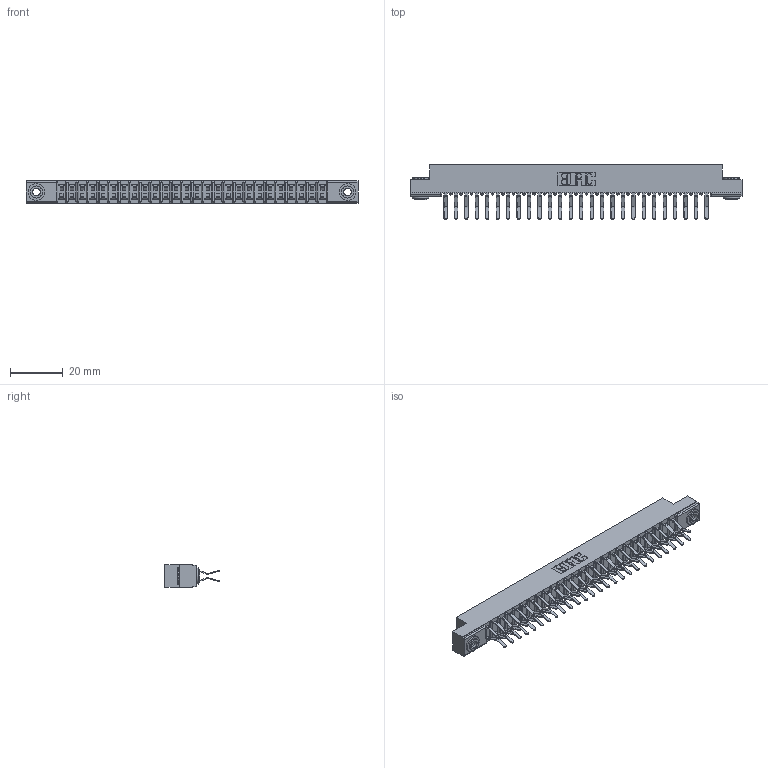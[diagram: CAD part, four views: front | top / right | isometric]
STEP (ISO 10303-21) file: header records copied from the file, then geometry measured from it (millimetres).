
FILE_DESCRIPTION (( 'STEP AP203' ), '1' );
FILE_NAME ('307-052-460-203.STEP', '2020-09-30T08:03:38', ( '' ), ( '' ), 'SwSTEP 2.0', 'SolidWorks 2020', '' );
FILE_SCHEMA (( 'CONFIG_CONTROL_DESIGN' ));
Length unit declared in the file: inch
Products named in the file (4): 307-052-460-203; 307-290-001_560; 307 Part_.156 Dia Mounting Holes; 345-250-002_345-250-002-102
Assembly tree (55 placements, depth 2):
  307-052-460-203
    307 Part_.156 Dia Mounting Holes
    307-290-001_560  x52
    345-250-002_345-250-002-102  x2
Bounding box: 126.03 x 20.73 x 8.71 mm (x, y, z)
Volume: 8309.7 mm3; surface area: 15526.5 mm2
Topology: 55 solids, 55 shells, 2797 faces, 7819 edges, 5066 vertices
Faces by surface type: plane 1810, cylinder 925, sphere 54, cone 8
Entity records: 26263 total; most frequent: CARTESIAN_POINT 4283, ORIENTED_EDGE 4234, DIRECTION 4217, EDGE_CURVE 2117, VECTOR 1609, LINE 1609, VERTEX_POINT 1370, AXIS2_PLACEMENT_3D 1304
